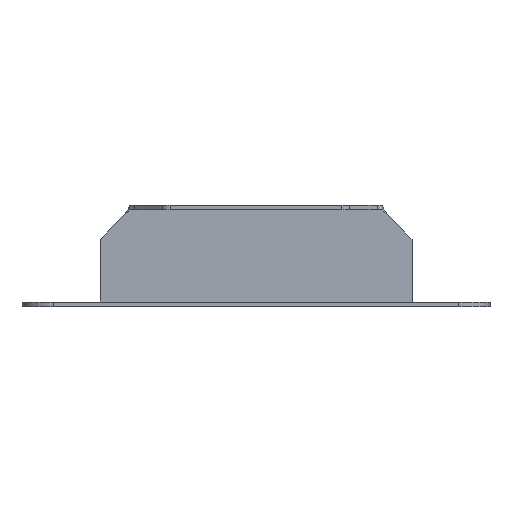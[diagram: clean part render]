
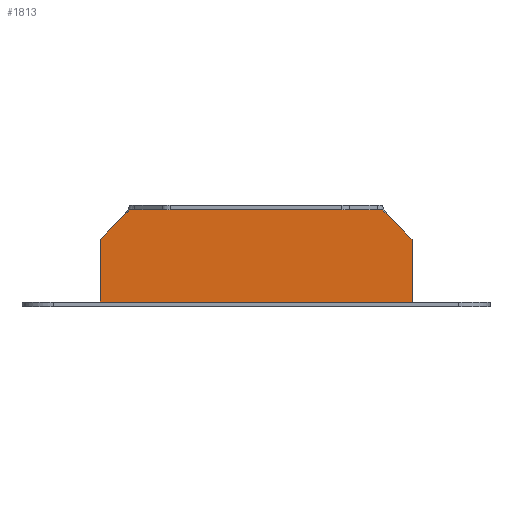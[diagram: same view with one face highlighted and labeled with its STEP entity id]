
A CAD part, front view. The second image highlights one B-rep face of the part: STEP entity #1813.
In plain terms, the highlighted planar face has unit normal (0, -1, 0).
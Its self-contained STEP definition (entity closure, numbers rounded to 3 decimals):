
#26 = ORIENTED_EDGE ( 'NONE', *, *, #3606, .F. ) ;
#45 = DIRECTION ( 'NONE',  ( 0.707, 0., 0.707 ) ) ;
#74 = CARTESIAN_POINT ( 'NONE',  ( -40.481, 18.5, 29.5 ) ) ;
#76 = CARTESIAN_POINT ( 'NONE',  ( 50., 18.5, 20.154 ) ) ;
#85 = LINE ( 'NONE', #2496, #1544 ) ;
#107 = EDGE_LOOP ( 'NONE', ( #2165, #1060, #2773, #1051, #2788, #2649, #3584, #3636, #941, #26 ) ) ;
#134 = DIRECTION ( 'NONE',  ( 0., 0., -1. ) ) ;
#148 = DIRECTION ( 'NONE',  ( -1., 0., 0. ) ) ;
#324 = VECTOR ( 'NONE', #3401, 1000. ) ;
#423 = CARTESIAN_POINT ( 'NONE',  ( 50., 18.5, 0. ) ) ;
#463 = VERTEX_POINT ( 'NONE', #3725 ) ;
#491 = VERTEX_POINT ( 'NONE', #675 ) ;
#498 = CARTESIAN_POINT ( 'NONE',  ( -50., 18.5, 0. ) ) ;
#499 = DIRECTION ( 'NONE',  ( 0., 0., -1. ) ) ;
#580 = VERTEX_POINT ( 'NONE', #76 ) ;
#636 = LINE ( 'NONE', #3590, #2084 ) ;
#675 = CARTESIAN_POINT ( 'NONE',  ( 42.154, 18.5, 28. ) ) ;
#712 = CARTESIAN_POINT ( 'NONE',  ( 50., 18.5, 29.5 ) ) ;
#718 = EDGE_CURVE ( 'NONE', #1849, #1616, #1823, .T. ) ;
#737 = CARTESIAN_POINT ( 'NONE',  ( 50., 18.5, 0. ) ) ;
#744 = CARTESIAN_POINT ( 'NONE',  ( -42.154, 18.5, 28. ) ) ;
#806 = CARTESIAN_POINT ( 'NONE',  ( -40.965, 18.5, 28.92 ) ) ;
#863 = LINE ( 'NONE', #737, #1539 ) ;
#926 = PLANE ( 'NONE',  #1417 ) ;
#941 = ORIENTED_EDGE ( 'NONE', *, *, #1886, .F. ) ;
#1051 = ORIENTED_EDGE ( 'NONE', *, *, #1651, .F. ) ;
#1060 = ORIENTED_EDGE ( 'NONE', *, *, #2609, .T. ) ;
#1065 = VERTEX_POINT ( 'NONE', #423 ) ;
#1084 = CARTESIAN_POINT ( 'NONE',  ( 40.965, 18.5, 28.92 ) ) ;
#1091 = CARTESIAN_POINT ( 'NONE',  ( 50., 18.5, 16.154 ) ) ;
#1259 = LINE ( 'NONE', #2232, #3458 ) ;
#1382 = CARTESIAN_POINT ( 'NONE',  ( 40.481, 18.5, 29.5 ) ) ;
#1417 = AXIS2_PLACEMENT_3D ( 'NONE', #2090, #3217, #3473 ) ;
#1419 = CARTESIAN_POINT ( 'NONE',  ( 50., 18.5, 1.5 ) ) ;
#1455 = DIRECTION ( 'NONE',  ( 0., 0., 1. ) ) ;
#1539 = VECTOR ( 'NONE', #148, 1000. ) ;
#1544 = VECTOR ( 'NONE', #3236, 1000. ) ;
#1616 = VERTEX_POINT ( 'NONE', #3612 ) ;
#1651 = EDGE_CURVE ( 'NONE', #3732, #1616, #2961, .T. ) ;
#1652 = CARTESIAN_POINT ( 'NONE',  ( 41.846, 18.5, 28.217 ) ) ;
#1681 = CARTESIAN_POINT ( 'NONE',  ( -41.539, 18.5, 28.433 ) ) ;
#1813 = ADVANCED_FACE ( 'NONE', ( #1941 ), #926, .T. ) ;
#1823 = LINE ( 'NONE', #712, #3177 ) ;
#1828 = VECTOR ( 'NONE', #1455, 1000. ) ;
#1849 = VERTEX_POINT ( 'NONE', #2519 ) ;
#1886 = EDGE_CURVE ( 'NONE', #2681, #1065, #2526, .T. ) ;
#1941 = FACE_OUTER_BOUND ( 'NONE', #107, .T. ) ;
#1960 = LINE ( 'NONE', #3505, #3398 ) ;
#2048 = CARTESIAN_POINT ( 'NONE',  ( -42.154, 18.5, 28. ) ) ;
#2056 = EDGE_CURVE ( 'NONE', #491, #580, #85, .T. ) ;
#2084 = VECTOR ( 'NONE', #134, 1000. ) ;
#2090 = CARTESIAN_POINT ( 'NONE',  ( 50., 18.5, 16.154 ) ) ;
#2165 = ORIENTED_EDGE ( 'NONE', *, *, #2056, .F. ) ;
#2232 = CARTESIAN_POINT ( 'NONE',  ( -50., 18.5, 1.5 ) ) ;
#2485 = EDGE_CURVE ( 'NONE', #1065, #3091, #863, .T. ) ;
#2496 = CARTESIAN_POINT ( 'NONE',  ( 47.172, 18.5, 22.983 ) ) ;
#2519 = CARTESIAN_POINT ( 'NONE',  ( 40.481, 18.5, 29.5 ) ) ;
#2521 = CARTESIAN_POINT ( 'NONE',  ( -41.846, 18.5, 28.217 ) ) ;
#2526 = LINE ( 'NONE', #1091, #324 ) ;
#2608 = EDGE_CURVE ( 'NONE', #463, #3091, #1259, .T. ) ;
#2609 = EDGE_CURVE ( 'NONE', #491, #1849, #2693, .T. ) ;
#2649 = ORIENTED_EDGE ( 'NONE', *, *, #3199, .F. ) ;
#2681 = VERTEX_POINT ( 'NONE', #1419 ) ;
#2693 = B_SPLINE_CURVE_WITH_KNOTS ( 'NONE', 3,
 ( #3651, #1652, #2815, #1084, #3095, #1382 ),
 .UNSPECIFIED., .F., .F.,
 ( 4, 2, 4 ),
 ( 0.002, 0.003, 0.004 ),
 .UNSPECIFIED. ) ;
#2726 = DIRECTION ( 'NONE',  ( -1., 0., 0. ) ) ;
#2773 = ORIENTED_EDGE ( 'NONE', *, *, #718, .T. ) ;
#2788 = ORIENTED_EDGE ( 'NONE', *, *, #3303, .F. ) ;
#2798 = VERTEX_POINT ( 'NONE', #3749 ) ;
#2815 = CARTESIAN_POINT ( 'NONE',  ( 41.539, 18.5, 28.433 ) ) ;
#2961 = B_SPLINE_CURVE_WITH_KNOTS ( 'NONE', 3,
 ( #2048, #2521, #1681, #806, #3039, #74 ),
 .UNSPECIFIED., .F., .F.,
 ( 4, 2, 4 ),
 ( 0.002, 0.003, 0.004 ),
 .UNSPECIFIED. ) ;
#3039 = CARTESIAN_POINT ( 'NONE',  ( -40.7, 18.5, 29.192 ) ) ;
#3091 = VERTEX_POINT ( 'NONE', #498 ) ;
#3095 = CARTESIAN_POINT ( 'NONE',  ( 40.7, 18.5, 29.192 ) ) ;
#3166 = CARTESIAN_POINT ( 'NONE',  ( -50., 18.5, -2.846 ) ) ;
#3177 = VECTOR ( 'NONE', #2726, 1000. ) ;
#3199 = EDGE_CURVE ( 'NONE', #463, #2798, #3350, .T. ) ;
#3217 = DIRECTION ( 'NONE',  ( 0., -1., 0. ) ) ;
#3236 = DIRECTION ( 'NONE',  ( 0.707, 0., -0.707 ) ) ;
#3303 = EDGE_CURVE ( 'NONE', #2798, #3732, #1960, .T. ) ;
#3350 = LINE ( 'NONE', #3166, #1828 ) ;
#3398 = VECTOR ( 'NONE', #45, 1000. ) ;
#3401 = DIRECTION ( 'NONE',  ( 0., 0., -1. ) ) ;
#3458 = VECTOR ( 'NONE', #499, 1000. ) ;
#3473 = DIRECTION ( 'NONE',  ( 1., 0., 0. ) ) ;
#3505 = CARTESIAN_POINT ( 'NONE',  ( -47.172, 18.5, 22.983 ) ) ;
#3584 = ORIENTED_EDGE ( 'NONE', *, *, #2608, .T. ) ;
#3590 = CARTESIAN_POINT ( 'NONE',  ( 50., 18.5, -2.846 ) ) ;
#3606 = EDGE_CURVE ( 'NONE', #580, #2681, #636, .T. ) ;
#3612 = CARTESIAN_POINT ( 'NONE',  ( -40.481, 18.5, 29.5 ) ) ;
#3636 = ORIENTED_EDGE ( 'NONE', *, *, #2485, .F. ) ;
#3651 = CARTESIAN_POINT ( 'NONE',  ( 42.154, 18.5, 28. ) ) ;
#3725 = CARTESIAN_POINT ( 'NONE',  ( -50., 18.5, 1.5 ) ) ;
#3732 = VERTEX_POINT ( 'NONE', #744 ) ;
#3749 = CARTESIAN_POINT ( 'NONE',  ( -50., 18.5, 20.154 ) ) ;
